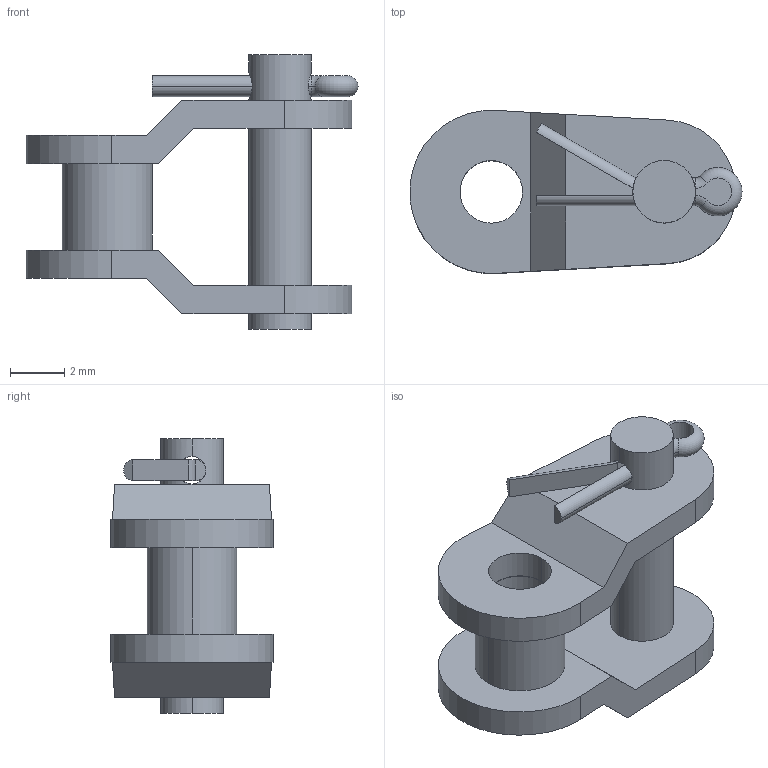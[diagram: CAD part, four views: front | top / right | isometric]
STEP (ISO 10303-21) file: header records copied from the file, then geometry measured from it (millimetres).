
FILE_DESCRIPTION (( 'STEP AP203' ), '1' );
FILE_NAME ('217-6478.STEP', '2021-03-24T21:28:45', ( '' ), ( '' ), 'SwSTEP 2.0', 'SolidWorks 2020', '' );
FILE_SCHEMA (( 'CONFIG_CONTROL_DESIGN' ));
Length unit declared in the file: inch
Products named in the file (1): 217-6478
Bounding box: 12.2 x 5.98 x 10.08 mm (x, y, z)
Volume: 173.1 mm3; surface area: 501.6 mm2
Topology: 5 solids, 5 shells, 60 faces, 141 edges, 89 vertices
Faces by surface type: cylinder 30, plane 25, torus 5
Entity records: 1860 total; most frequent: CARTESIAN_POINT 345, DIRECTION 317, ORIENTED_EDGE 282, EDGE_CURVE 141, AXIS2_PLACEMENT_3D 121, VERTEX_POINT 89, VECTOR 75, LINE 75
